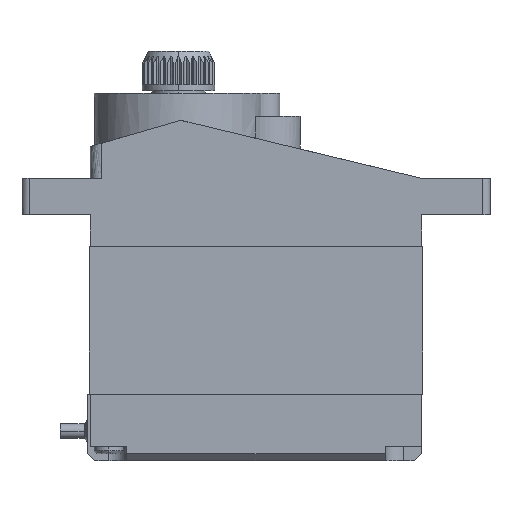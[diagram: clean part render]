
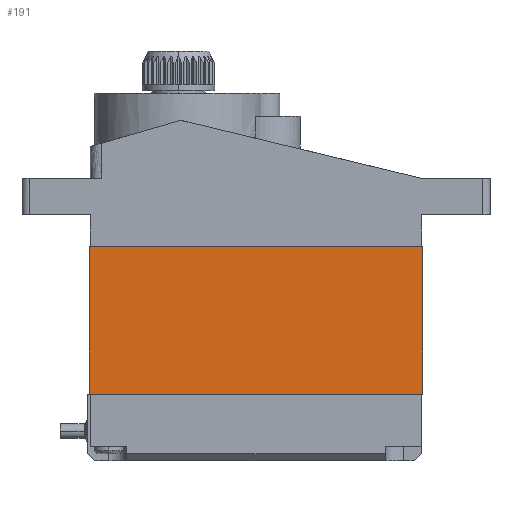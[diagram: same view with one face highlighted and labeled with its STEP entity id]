
A CAD part, left-side view. The second image highlights one B-rep face of the part: STEP entity #191.
In plain terms, the highlighted planar face has unit normal (-1, 0, 0).
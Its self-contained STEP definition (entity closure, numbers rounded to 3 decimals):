
#191=ADVANCED_FACE('',(#608),#6887,.T.);
#608=FACE_OUTER_BOUND('',#1032,.T.);
#1032=EDGE_LOOP('',(#1525,#1526,#1527,#1528));
#1525=ORIENTED_EDGE('',*,*,#3716,.T.);
#1526=ORIENTED_EDGE('',*,*,#3719,.F.);
#1527=ORIENTED_EDGE('',*,*,#3711,.T.);
#1528=ORIENTED_EDGE('',*,*,#3718,.F.);
#3711=EDGE_CURVE('',#5959,#5956,#5271,.T.);
#3716=EDGE_CURVE('',#5962,#5963,#5276,.T.);
#3718=EDGE_CURVE('',#5962,#5956,#5278,.T.);
#3719=EDGE_CURVE('',#5959,#5963,#5279,.T.);
#5271=B_SPLINE_CURVE_WITH_KNOTS('',1,(#8787,#8788),.UNSPECIFIED.,.F.,.F.,
(2,2),(-10.2,0.),.UNSPECIFIED.);
#5276=B_SPLINE_CURVE_WITH_KNOTS('',1,(#8797,#8798),.UNSPECIFIED.,.F.,.F.,
(2,2),(0.,10.2),.UNSPECIFIED.);
#5278=B_SPLINE_CURVE_WITH_KNOTS('',1,(#8801,#8802),.UNSPECIFIED.,.F.,.F.,
(2,2),(47.2,70.2),.UNSPECIFIED.);
#5279=B_SPLINE_CURVE_WITH_KNOTS('',1,(#8803,#8804),.UNSPECIFIED.,.F.,.F.,
(2,2),(-70.2,-47.2),.UNSPECIFIED.);
#5956=VERTEX_POINT('',#8663);
#5959=VERTEX_POINT('',#8666);
#5962=VERTEX_POINT('',#8669);
#5963=VERTEX_POINT('',#8670);
#6887=PLANE('',#7144);
#7144=AXIS2_PLACEMENT_3D('',#7624,#7384,$);
#7384=DIRECTION('',(-1.,0.,0.));
#7624=CARTESIAN_POINT('',(117.45,-66.42,3.46));
#8663=CARTESIAN_POINT('',(117.45,-41.,4.6));
#8666=CARTESIAN_POINT('',(117.45,-41.,14.8));
#8669=CARTESIAN_POINT('',(117.45,-64.,4.6));
#8670=CARTESIAN_POINT('',(117.45,-64.,14.8));
#8787=CARTESIAN_POINT('',(117.45,-41.,14.8));
#8788=CARTESIAN_POINT('',(117.45,-41.,4.6));
#8797=CARTESIAN_POINT('',(117.45,-64.,4.6));
#8798=CARTESIAN_POINT('',(117.45,-64.,14.8));
#8801=CARTESIAN_POINT('',(117.45,-64.,4.6));
#8802=CARTESIAN_POINT('',(117.45,-41.,4.6));
#8803=CARTESIAN_POINT('',(117.45,-41.,14.8));
#8804=CARTESIAN_POINT('',(117.45,-64.,14.8));
